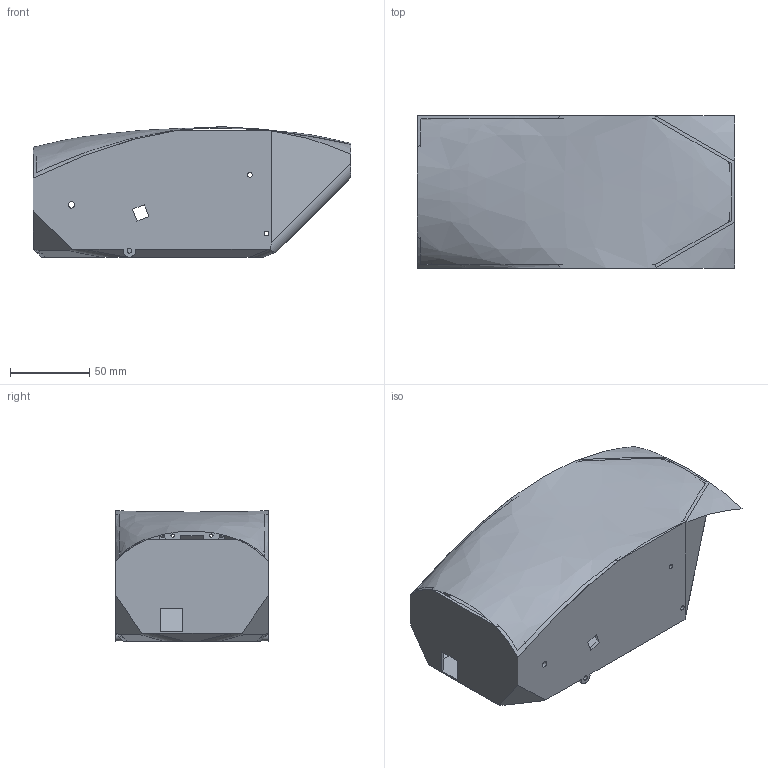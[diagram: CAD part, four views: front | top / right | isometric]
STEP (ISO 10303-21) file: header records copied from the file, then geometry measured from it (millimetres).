
FILE_DESCRIPTION(('STEP AP242'), '1');
FILE_NAME('膰豵鵨', '', ('UNSPECIFIED'), ('UNSPECIFIED'), 'C3D Converter', 'C3D Toolkit', '');
FILE_SCHEMA(('AP242_MANAGED_MODEL_BASED_3D_ENGINEERING_MIM_LF { 1 0 10303 442 1 1 4 }'));
Length unit declared in the file: millimetre
Bounding box: 200 x 96 x 82.33 mm (x, y, z)
Volume: 151972.1 mm3; surface area: 126663.7 mm2
Topology: 1 solids, 2 shells, 258 faces, 705 edges, 464 vertices
Faces by surface type: plane 173, cylinder 53, cone 16, bspline 12, extrusion 2, sphere 2
Full cylindrical faces by diameter (mm): 2 x2, 3 x21, 4 x2, 5.2 x1, 10.4 x1
Entity records: 12923 total; most frequent: CARTESIAN_POINT 4478, ORIENTED_EDGE 1344, DIRECTION 1185, EDGE_CURVE 674, VERTEX_POINT 464, VECTOR 463, LINE 461, AXIS2_PLACEMENT_3D 361
